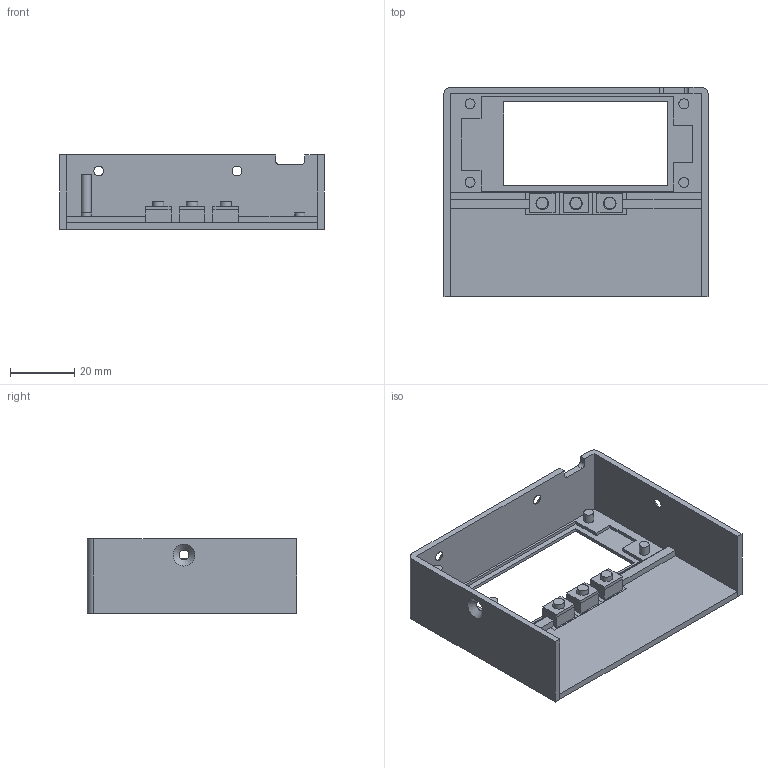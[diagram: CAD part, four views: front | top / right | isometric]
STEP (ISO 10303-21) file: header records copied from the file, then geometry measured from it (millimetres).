
FILE_DESCRIPTION(('FreeCAD Model'),'2;1');
FILE_NAME('Open CASCADE Shape Model','2024-06-07T01:20:04',(''),(''), 'Open CASCADE STEP processor 7.6','FreeCAD','Unknown');
FILE_SCHEMA(('AUTOMOTIVE_DESIGN { 1 0 10303 214 1 1 1 1 }'));
Length unit declared in the file: millimetre
Products named in the file (5): Unnamed; Screen; Buttons; Bottom; Wall
Assembly tree (4 placements, depth 2):
  Unnamed
    Screen
    Buttons
    Bottom
    Wall
Bounding box: 82 x 65 x 23 mm (x, y, z)
Volume: 17087.1 mm3; surface area: 20911.9 mm2
Topology: 9 solids, 9 shells, 226 faces, 514 edges, 323 vertices
Faces by surface type: plane 163, cylinder 26, torus 18, bspline 15, cone 4
Full cylindrical faces by diameter (mm): 3 x4, 3.1 x6, 3.5 x6, 3.9 x6
Entity records: 7163 total; most frequent: CARTESIAN_POINT 1992, ORIENTED_EDGE 1028, DIRECTION 1006, EDGE_CURVE 514, LINE 370, VECTOR 370, VERTEX_POINT 323, AXIS2_PLACEMENT_3D 318
